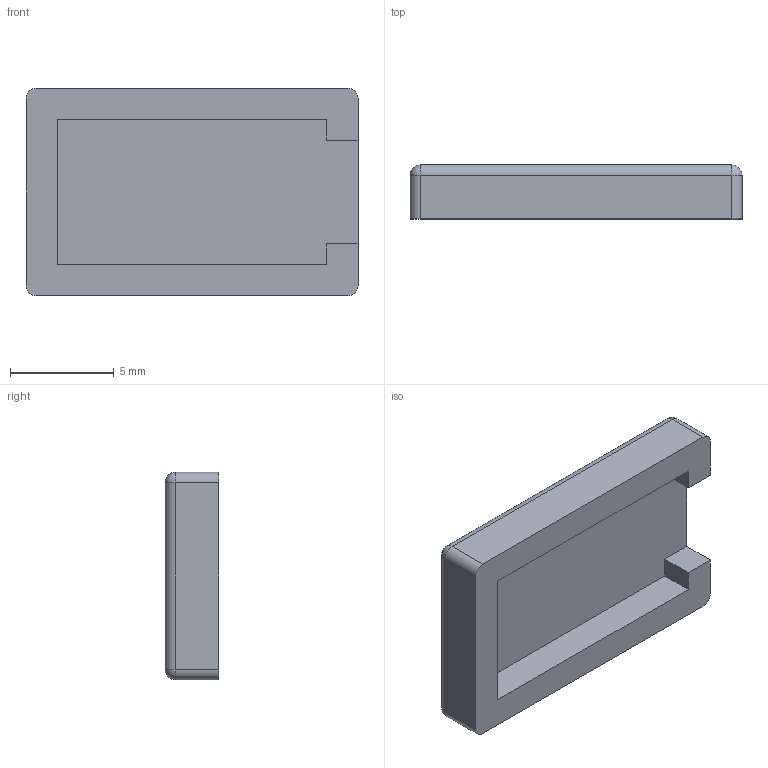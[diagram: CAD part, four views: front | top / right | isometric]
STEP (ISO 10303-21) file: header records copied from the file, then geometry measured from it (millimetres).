
FILE_DESCRIPTION(/* description */ (''),/* implementation_level */ '2;1');
FILE_NAME(/* name */ 'holder v3.stp',/* time_stamp */ '2025-09-12T00:21:24+02:00',/* author */ (''),/* organization */ (''),/* preprocessor_version */ 'ST-DEVELOPER v20.1',/* originating_system */ 'Autodesk Translation Framework v14.10.0.0',/* authorisation */ '');
FILE_SCHEMA (('AUTOMOTIVE_DESIGN { 1 0 10303 214 3 1 1 }'));
Length unit declared in the file: millimetre
Products named in the file (1): holder
Bounding box: 16 x 2.6 x 10 mm (x, y, z)
Volume: 255.1 mm3; surface area: 494.3 mm2
Topology: 1 solids, 1 shells, 26 faces, 60 edges, 36 vertices
Faces by surface type: plane 14, cylinder 8, sphere 4
Entity records: 757 total; most frequent: DIRECTION 130, CARTESIAN_POINT 123, ORIENTED_EDGE 120, EDGE_CURVE 60, LINE 44, VECTOR 44, AXIS2_PLACEMENT_3D 43, VERTEX_POINT 36
